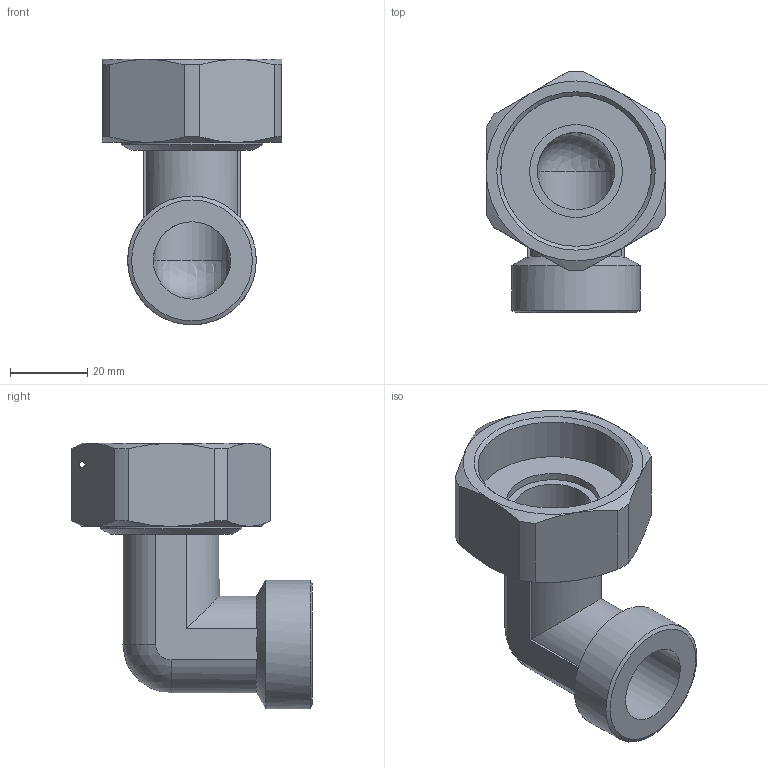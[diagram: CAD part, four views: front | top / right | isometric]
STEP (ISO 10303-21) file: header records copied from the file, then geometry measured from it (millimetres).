
FILE_DESCRIPTION(/* description */ ('Unknown','CAx-IF Rec.Pracs.---Representation and Presentation of Product Manufacturing Information (PMI)---4.0---2014-10-13','CAx-IF Rec.Pracs.---3D Tessellated Geometry---0.4---2014-09-14','2;1'),/* implementation_level */ '2;1');
FILE_NAME(/* name */ '98708714-67-38',/* time_stamp */ '2023-11-30T09:41:55+01:00',/* author */ ('Unknown'),/* organization */ ('Unknown'),/* preprocessor_version */ 'ST-DEVELOPER v18.102',/* originating_system */ 'Solid Edge',/* authorisation */ 'Unknown');
FILE_SCHEMA (('AP242_MANAGED_MODEL_BASED_3D_ENGINEERING_MIM_LF { 1 0 10303 442 1 1 4 }'));
Length unit declared in the file: millimetre
Products named in the file (5): 98708714_AG 1x 1 1_4 郻M; s-ring; _wm; Dichtung-_wm; 98708714_AG 1x 1 1_4 郻M - Bogen
Assembly tree (4 placements, depth 2):
  98708714_AG 1x 1 1_4 郻M
    s-ring
    _wm
    Dichtung-_wm
    98708714_AG 1x 1 1_4 郻M - Bogen
Bounding box: 46.5 x 62.24 x 68.62 mm (x, y, z)
Volume: 39304.4 mm3; surface area: 23419.5 mm2
Topology: 4 solids, 4 shells, 74 faces, 176 edges, 108 vertices
Faces by surface type: plane 29, cylinder 23, cone 19, sphere 2, torus 1
Full cylindrical faces by diameter (mm): 1.5 x1, 20 x2, 24 x1, 33.249 x1, 36.5 x1, 38.9 x3, 38.952 x1, 41.7 x1
Entity records: 3467 total; most frequent: CARTESIAN_POINT 1311, DIRECTION 346, ORIENTED_EDGE 290, AXIS2_PLACEMENT_3D 150, EDGE_CURVE 145, EDGE_LOOP 102, FACE_BOUND 102, VERTEX_POINT 99
